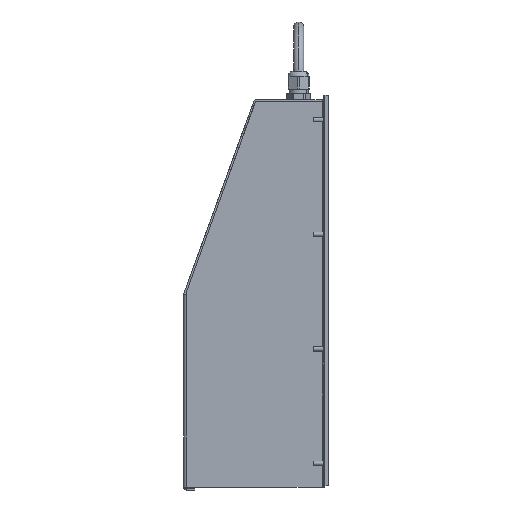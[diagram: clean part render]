
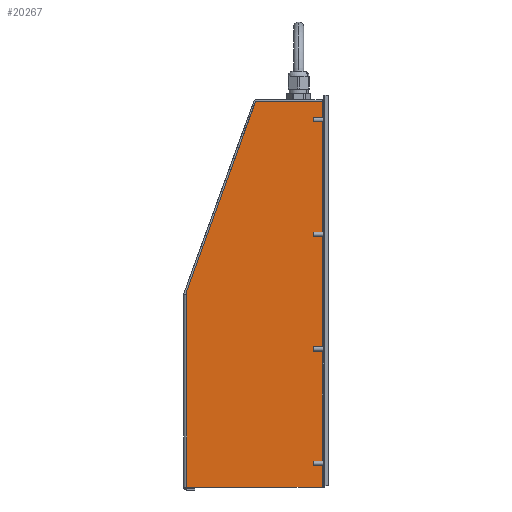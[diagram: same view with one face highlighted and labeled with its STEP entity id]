
A CAD part, left-side view. The second image highlights one B-rep face of the part: STEP entity #20267.
In plain terms, the highlighted planar face has unit normal (-1, 0, 0).
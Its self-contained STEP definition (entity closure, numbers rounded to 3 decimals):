
#1078 = ORIENTED_EDGE ( 'NONE', *, *, #41084, .F. ) ;
#2003 = CARTESIAN_POINT ( 'NONE',  ( -103.5, -62.995, 259.4 ) ) ;
#2313 = CARTESIAN_POINT ( 'NONE',  ( -103.5, 0., -86.5 ) ) ;
#3367 = EDGE_CURVE ( 'NONE', #32380, #43319, #38229, .T. ) ;
#3841 = EDGE_CURVE ( 'NONE', #44269, #23162, #29348, .T. ) ;
#4024 = EDGE_CURVE ( 'NONE', #32727, #23162, #41301, .T. ) ;
#4227 = EDGE_CURVE ( 'NONE', #4312, #32727, #42920, .T. ) ;
#4312 = VERTEX_POINT ( 'NONE', #9680 ) ;
#4850 = VECTOR ( 'NONE', #21063, 1000. ) ;
#6843 = CARTESIAN_POINT ( 'NONE',  ( -103.5, 0., -86.5 ) ) ;
#7096 = VECTOR ( 'NONE', #16507, 1000. ) ;
#7206 = CARTESIAN_POINT ( 'NONE',  ( -103.5, -122.5, -86.5 ) ) ;
#7634 = DIRECTION ( 'NONE',  ( 0., -1., 0. ) ) ;
#9680 = CARTESIAN_POINT ( 'NONE',  ( -103.5, -1., 89.071 ) ) ;
#11689 = FACE_OUTER_BOUND ( 'NONE', #30548, .T. ) ;
#12299 = ORIENTED_EDGE ( 'NONE', *, *, #4024, .T. ) ;
#12849 = LINE ( 'NONE', #27225, #30491 ) ;
#14627 = CARTESIAN_POINT ( 'NONE',  ( -103.5, -1., 86.324 ) ) ;
#16507 = DIRECTION ( 'NONE',  ( 0., -0.342, 0.94 ) ) ;
#17980 = CARTESIAN_POINT ( 'NONE',  ( -103.5, -122.5, 259.4 ) ) ;
#20267 = ADVANCED_FACE ( 'NONE', ( #11689 ), #44313, .T. ) ;
#20386 = CARTESIAN_POINT ( 'NONE',  ( -103.5, -62.995, 259.4 ) ) ;
#21063 = DIRECTION ( 'NONE',  ( 0., 1., 0. ) ) ;
#23162 = VERTEX_POINT ( 'NONE', #25348 ) ;
#25348 = CARTESIAN_POINT ( 'NONE',  ( -103.5, -1., -86.5 ) ) ;
#25807 = LINE ( 'NONE', #20386, #7096 ) ;
#27225 = CARTESIAN_POINT ( 'NONE',  ( -103.5, -122.5, 261.001 ) ) ;
#27378 = DIRECTION ( 'NONE',  ( 0., 0., -1. ) ) ;
#27782 = ORIENTED_EDGE ( 'NONE', *, *, #4227, .T. ) ;
#28953 = DIRECTION ( 'NONE',  ( 0., 0., -1. ) ) ;
#29348 = LINE ( 'NONE', #6843, #4850 ) ;
#30226 = VECTOR ( 'NONE', #28953, 1000. ) ;
#30491 = VECTOR ( 'NONE', #27378, 1000. ) ;
#30548 = EDGE_LOOP ( 'NONE', ( #32100, #33655, #39790, #1078, #27782, #12299 ) ) ;
#30643 = CARTESIAN_POINT ( 'NONE',  ( -103.5, -1., -86.5 ) ) ;
#32100 = ORIENTED_EDGE ( 'NONE', *, *, #3841, .F. ) ;
#32380 = VERTEX_POINT ( 'NONE', #2003 ) ;
#32725 = VECTOR ( 'NONE', #7634, 1000. ) ;
#32727 = VERTEX_POINT ( 'NONE', #14627 ) ;
#33655 = ORIENTED_EDGE ( 'NONE', *, *, #39527, .F. ) ;
#33771 = DIRECTION ( 'NONE',  ( -1., 0., 0. ) ) ;
#34068 = DIRECTION ( 'NONE',  ( 0., -1., 0. ) ) ;
#35649 = CARTESIAN_POINT ( 'NONE',  ( -103.5, -125., 259.4 ) ) ;
#36207 = CARTESIAN_POINT ( 'NONE',  ( -103.5, -1., -86.5 ) ) ;
#38229 = LINE ( 'NONE', #35649, #32725 ) ;
#38500 = VECTOR ( 'NONE', #44715, 1000. ) ;
#39527 = EDGE_CURVE ( 'NONE', #43319, #44269, #12849, .T. ) ;
#39790 = ORIENTED_EDGE ( 'NONE', *, *, #3367, .F. ) ;
#41084 = EDGE_CURVE ( 'NONE', #4312, #32380, #25807, .T. ) ;
#41301 = LINE ( 'NONE', #36207, #30226 ) ;
#42047 = AXIS2_PLACEMENT_3D ( 'NONE', #2313, #33771, #34068 ) ;
#42920 = LINE ( 'NONE', #30643, #38500 ) ;
#43319 = VERTEX_POINT ( 'NONE', #17980 ) ;
#44269 = VERTEX_POINT ( 'NONE', #7206 ) ;
#44313 = PLANE ( 'NONE',  #42047 ) ;
#44715 = DIRECTION ( 'NONE',  ( 0., 0., -1. ) ) ;
